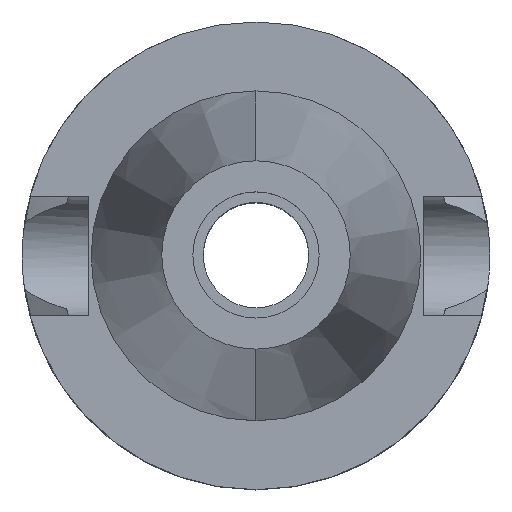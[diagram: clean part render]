
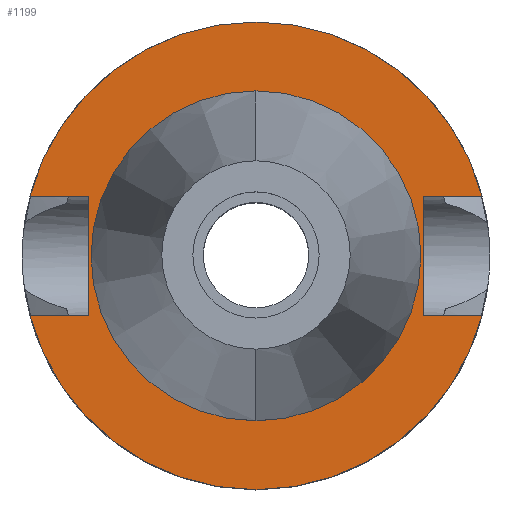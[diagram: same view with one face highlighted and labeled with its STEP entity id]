
A CAD part, top view. The second image highlights one B-rep face of the part: STEP entity #1199.
In plain terms, the highlighted planar face has unit normal (0, 0, 1).
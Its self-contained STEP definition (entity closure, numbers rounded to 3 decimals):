
#94=DIRECTION('',(0.,1.,0.));
#95=VECTOR('',#94,16.1);
#96=CARTESIAN_POINT('',(-22.5,-8.05,-1.));
#97=LINE('',#96,#95);
#101=DIRECTION('',(-1.,0.,0.));
#102=VECTOR('',#101,7.954);
#103=CARTESIAN_POINT('',(-22.5,8.05,-1.));
#104=LINE('',#103,#102);
#108=CARTESIAN_POINT('',(0.,0.,-1.));
#109=DIRECTION('',(0.,0.,-1.));
#110=DIRECTION('',(-0.967,0.256,0.));
#111=AXIS2_PLACEMENT_3D('',#108,#109,#110);
#116=CARTESIAN_POINT('',(0.,0.,-1.));
#117=DIRECTION('',(0.,0.,-1.));
#118=DIRECTION('',(0.,1.,0.));
#119=AXIS2_PLACEMENT_3D('',#116,#117,#118);
#124=DIRECTION('',(0.,-1.,0.));
#125=VECTOR('',#124,16.1);
#126=CARTESIAN_POINT('',(22.5,8.05,-1.));
#127=LINE('',#126,#125);
#131=DIRECTION('',(1.,0.,0.));
#132=VECTOR('',#131,7.954);
#133=CARTESIAN_POINT('',(22.5,-8.05,-1.));
#134=LINE('',#133,#132);
#138=CARTESIAN_POINT('',(0.,0.,-1.));
#139=DIRECTION('',(0.,0.,-1.));
#140=DIRECTION('',(0.967,-0.256,0.));
#141=AXIS2_PLACEMENT_3D('',#138,#139,#140);
#146=CARTESIAN_POINT('',(0.,0.,-1.));
#147=DIRECTION('',(0.,0.,-1.));
#148=DIRECTION('',(0.,-1.,0.));
#149=AXIS2_PLACEMENT_3D('',#146,#147,#148);
#154=CARTESIAN_POINT('',(0.,0.,-1.));
#155=DIRECTION('',(0.,0.,1.));
#156=DIRECTION('',(0.,-1.,0.));
#157=AXIS2_PLACEMENT_3D('',#154,#155,#156);
#162=CARTESIAN_POINT('',(0.,0.,-1.));
#163=DIRECTION('',(0.,0.,1.));
#164=DIRECTION('',(0.,1.,0.));
#165=AXIS2_PLACEMENT_3D('',#162,#163,#164);
#200=DIRECTION('',(-1.,0.,0.));
#201=VECTOR('',#200,7.954);
#202=CARTESIAN_POINT('',(-22.5,-8.05,-1.));
#203=LINE('',#202,#201);
#337=DIRECTION('',(1.,0.,0.));
#338=VECTOR('',#337,7.954);
#339=CARTESIAN_POINT('',(22.5,8.05,-1.));
#340=LINE('',#339,#338);
#1056=CARTESIAN_POINT('',(-22.5,-8.05,-1.));
#1057=VERTEX_POINT('',#1056);
#1058=CARTESIAN_POINT('',(-30.454,-8.05,-1.));
#1059=VERTEX_POINT('',#1058);
#1062=CARTESIAN_POINT('',(-22.5,8.05,-1.));
#1063=VERTEX_POINT('',#1062);
#1064=CARTESIAN_POINT('',(-30.454,8.05,-1.));
#1065=VERTEX_POINT('',#1064);
#1066=CARTESIAN_POINT('',(0.,31.5,-1.));
#1067=CARTESIAN_POINT('',(30.454,8.05,-1.));
#1068=VERTEX_POINT('',#1066);
#1069=VERTEX_POINT('',#1067);
#1070=CARTESIAN_POINT('',(22.5,8.05,-1.));
#1071=VERTEX_POINT('',#1070);
#1072=CARTESIAN_POINT('',(22.5,-8.05,-1.));
#1073=VERTEX_POINT('',#1072);
#1074=CARTESIAN_POINT('',(30.454,-8.05,-1.));
#1075=VERTEX_POINT('',#1074);
#1076=CARTESIAN_POINT('',(0.,-31.5,-1.));
#1077=VERTEX_POINT('',#1076);
#1078=CARTESIAN_POINT('',(0.,-22.225,-1.));
#1079=CARTESIAN_POINT('',(0.,22.225,-1.));
#1080=VERTEX_POINT('',#1078);
#1081=VERTEX_POINT('',#1079);
#1168=CARTESIAN_POINT('',(0.,0.,-1.));
#1169=DIRECTION('',(0.,0.,-1.));
#1170=DIRECTION('',(0.,-1.,0.));
#1171=AXIS2_PLACEMENT_3D('',#1168,#1169,#1170);
#1172=PLANE('',#1171);
#1174=ORIENTED_EDGE('',*,*,#1173,.T.);
#1176=ORIENTED_EDGE('',*,*,#1175,.T.);
#1178=ORIENTED_EDGE('',*,*,#1177,.T.);
#1180=ORIENTED_EDGE('',*,*,#1179,.T.);
#1182=ORIENTED_EDGE('',*,*,#1181,.F.);
#1184=ORIENTED_EDGE('',*,*,#1183,.T.);
#1186=ORIENTED_EDGE('',*,*,#1185,.T.);
#1188=ORIENTED_EDGE('',*,*,#1187,.T.);
#1190=ORIENTED_EDGE('',*,*,#1189,.T.);
#1192=ORIENTED_EDGE('',*,*,#1191,.F.);
#1193=EDGE_LOOP('',(#1174,#1176,#1178,#1180,#1182,#1184,#1186,#1188,#1190,
#1192));
#1194=FACE_OUTER_BOUND('',#1193,.F.);
#1195=ORIENTED_EDGE('',*,*,#1147,.T.);
#1196=ORIENTED_EDGE('',*,*,#1163,.T.);
#1197=EDGE_LOOP('',(#1195,#1196));
#1198=FACE_BOUND('',#1197,.F.);
#112=CIRCLE('',#111,31.5);
#120=CIRCLE('',#119,31.5);
#142=CIRCLE('',#141,31.5);
#150=CIRCLE('',#149,31.5);
#158=CIRCLE('',#157,22.225);
#166=CIRCLE('',#165,22.225);
#1147=EDGE_CURVE('',#1080,#1081,#158,.T.);
#1163=EDGE_CURVE('',#1081,#1080,#166,.T.);
#1173=EDGE_CURVE('',#1057,#1063,#97,.T.);
#1175=EDGE_CURVE('',#1063,#1065,#104,.T.);
#1177=EDGE_CURVE('',#1065,#1068,#112,.T.);
#1179=EDGE_CURVE('',#1068,#1069,#120,.T.);
#1181=EDGE_CURVE('',#1071,#1069,#340,.T.);
#1183=EDGE_CURVE('',#1071,#1073,#127,.T.);
#1185=EDGE_CURVE('',#1073,#1075,#134,.T.);
#1187=EDGE_CURVE('',#1075,#1077,#142,.T.);
#1189=EDGE_CURVE('',#1077,#1059,#150,.T.);
#1191=EDGE_CURVE('',#1057,#1059,#203,.T.);
#1199=ADVANCED_FACE('',(#1194,#1198),#1172,.F.);
